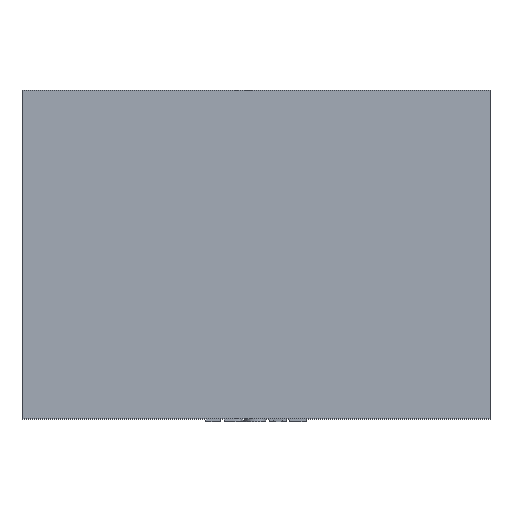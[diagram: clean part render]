
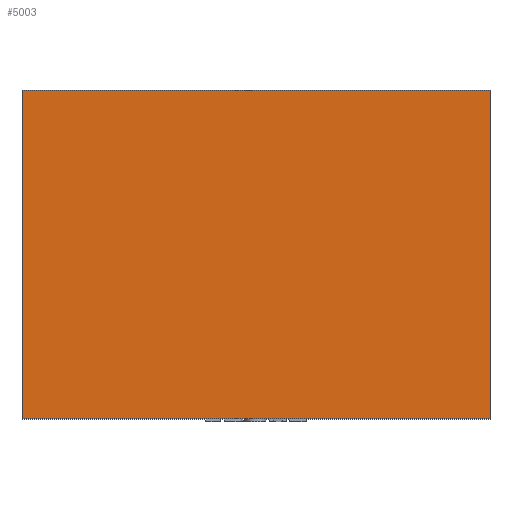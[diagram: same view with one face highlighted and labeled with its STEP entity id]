
A CAD part, top view. The second image highlights one B-rep face of the part: STEP entity #5003.
In plain terms, the highlighted planar face has unit normal (0, 0, 1).
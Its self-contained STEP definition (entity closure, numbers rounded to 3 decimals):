
#5003 = ADVANCED_FACE( '', ( #6329 ), #6330, .F. );
#6329 = FACE_OUTER_BOUND( '', #6997, .T. );
#6330 = PLANE( '', #6998 );
#6997 = EDGE_LOOP( '', ( #8096, #8097, #8098, #8099 ) );
#6998 = AXIS2_PLACEMENT_3D( '', #8100, #8101, #8102 );
#8096 = ORIENTED_EDGE( '', *, *, #10914, .T. );
#8097 = ORIENTED_EDGE( '', *, *, #10837, .F. );
#8098 = ORIENTED_EDGE( '', *, *, #10913, .F. );
#8099 = ORIENTED_EDGE( '', *, *, #10879, .T. );
#8100 = CARTESIAN_POINT( '', ( 266.7, -187.325, 53.975 ) );
#8101 = DIRECTION( '', ( 0., 0., -1. ) );
#8102 = DIRECTION( '', ( -1., 0., 0. ) );
#10837 = EDGE_CURVE( '', #11457, #11452, #11459, .T. );
#10879 = EDGE_CURVE( '', #11535, #11533, #11536, .T. );
#10913 = EDGE_CURVE( '', #11535, #11457, #11599, .T. );
#10914 = EDGE_CURVE( '', #11533, #11452, #11600, .T. );
#11452 = VERTEX_POINT( '', #11665 );
#11457 = VERTEX_POINT( '', #11672 );
#11459 = LINE( '', #11675, #11676 );
#11533 = VERTEX_POINT( '', #11984 );
#11535 = VERTEX_POINT( '', #11987 );
#11536 = LINE( '', #11988, #11989 );
#11599 = LINE( '', #12115, #12116 );
#11600 = LINE( '', #12117, #12118 );
#11665 = CARTESIAN_POINT( '', ( -266.7, 187.325, 53.975 ) );
#11672 = CARTESIAN_POINT( '', ( -266.7, -187.325, 53.975 ) );
#11675 = CARTESIAN_POINT( '', ( -266.7, -187.325, 53.975 ) );
#11676 = VECTOR( '', #12232, 1000. );
#11984 = CARTESIAN_POINT( '', ( 266.7, 187.325, 53.975 ) );
#11987 = CARTESIAN_POINT( '', ( 266.7, -187.325, 53.975 ) );
#11988 = CARTESIAN_POINT( '', ( 266.7, -187.325, 53.975 ) );
#11989 = VECTOR( '', #12245, 1000. );
#12115 = CARTESIAN_POINT( '', ( 266.7, -187.325, 53.975 ) );
#12116 = VECTOR( '', #12248, 1000. );
#12117 = CARTESIAN_POINT( '', ( 266.7, 187.325, 53.975 ) );
#12118 = VECTOR( '', #12249, 1000. );
#12232 = DIRECTION( '', ( 0., 1., 0. ) );
#12245 = DIRECTION( '', ( 0., 1., 0. ) );
#12248 = DIRECTION( '', ( -1., 0., 0. ) );
#12249 = DIRECTION( '', ( -1., 0., 0. ) );
